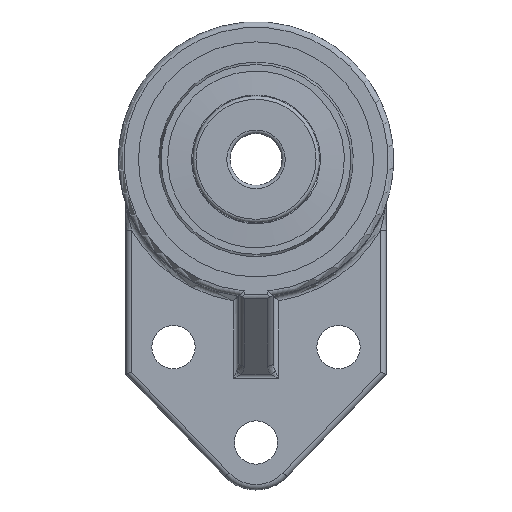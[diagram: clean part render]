
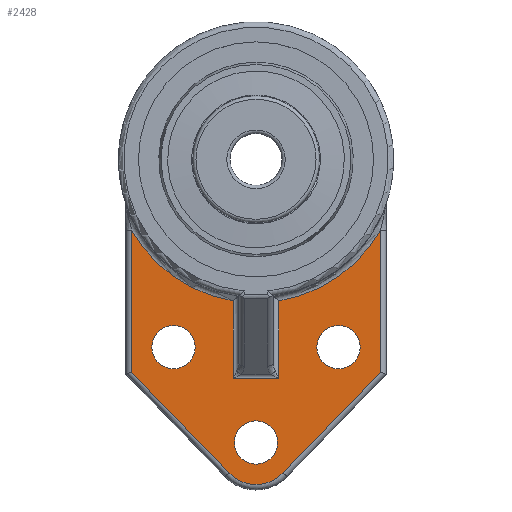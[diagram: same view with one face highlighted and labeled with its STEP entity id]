
A CAD part, top view. The second image highlights one B-rep face of the part: STEP entity #2428.
In plain terms, the highlighted planar face has unit normal (0, 0, 1).
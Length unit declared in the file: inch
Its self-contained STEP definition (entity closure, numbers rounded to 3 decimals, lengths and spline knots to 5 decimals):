
#103=VECTOR('',#2926,1.);
#104=VECTOR('',#2929,1.);
#105=VECTOR('',#2932,1.);
#106=VECTOR('',#2937,1.);
#108=VECTOR('',#2945,1.);
#111=VECTOR('',#2954,1.);
#112=VECTOR('',#2964,1.);
#179=LINE('',#4259,#103);
#180=LINE('',#4261,#104);
#181=LINE('',#4293,#105);
#182=LINE('',#4298,#106);
#184=LINE('',#4484,#108);
#187=LINE('',#4494,#111);
#188=LINE('',#4679,#112);
#1107=PLANE('',#2604);
#1196=VERTEX_POINT('',#3932);
#1199=VERTEX_POINT('',#4197);
#1208=VERTEX_POINT('',#4262);
#1209=VERTEX_POINT('',#4292);
#1211=VERTEX_POINT('',#4297);
#1212=VERTEX_POINT('',#4299);
#1215=VERTEX_POINT('',#4483);
#1216=VERTEX_POINT('',#4485);
#1218=VERTEX_POINT('',#4491);
#1221=VERTEX_POINT('',#4675);
#1223=VERTEX_POINT('',#4689);
#1224=VERTEX_POINT('',#4691);
#1225=VERTEX_POINT('',#4693);
#1320=CIRCLE('',#2598,0.3437);
#1322=CIRCLE('',#2603,1.3);
#1323=CIRCLE('',#2605,0.19685);
#1324=CIRCLE('',#2606,0.19685);
#1325=CIRCLE('',#2607,0.19685);
#1326=CIRCLE('',#2608,1.3);
#1469=EDGE_CURVE('',#1196,#1199,#179,.T.);
#1470=EDGE_CURVE('',#1199,#1208,#180,.T.);
#1473=EDGE_CURVE('',#1209,#1196,#181,.T.);
#1475=EDGE_CURVE('',#1211,#1212,#182,.T.);
#1481=EDGE_CURVE('',#1215,#1216,#184,.T.);
#1486=EDGE_CURVE('',#1216,#1218,#187,.T.);
#1490=EDGE_CURVE('',#1221,#1215,#1320,.T.);
#1492=EDGE_CURVE('',#1212,#1221,#188,.T.);
#1496=EDGE_CURVE('',#1208,#1211,#1322,.T.);
#1497=EDGE_CURVE('',#1223,#1223,#1323,.T.);
#1498=EDGE_CURVE('',#1224,#1224,#1324,.T.);
#1499=EDGE_CURVE('',#1225,#1225,#1325,.T.);
#1500=EDGE_CURVE('',#1218,#1209,#1326,.T.);
#1825=ORIENTED_EDGE('',*,*,#1497,.T.);
#1826=ORIENTED_EDGE('',*,*,#1498,.T.);
#1827=ORIENTED_EDGE('',*,*,#1499,.T.);
#1828=ORIENTED_EDGE('',*,*,#1470,.F.);
#1829=ORIENTED_EDGE('',*,*,#1469,.F.);
#1830=ORIENTED_EDGE('',*,*,#1473,.F.);
#1831=ORIENTED_EDGE('',*,*,#1500,.F.);
#1832=ORIENTED_EDGE('',*,*,#1486,.F.);
#1833=ORIENTED_EDGE('',*,*,#1481,.F.);
#1834=ORIENTED_EDGE('',*,*,#1490,.F.);
#1835=ORIENTED_EDGE('',*,*,#1492,.F.);
#1836=ORIENTED_EDGE('',*,*,#1475,.F.);
#1837=ORIENTED_EDGE('',*,*,#1496,.F.);
#2131=EDGE_LOOP('',(#1825));
#2132=EDGE_LOOP('',(#1826));
#2133=EDGE_LOOP('',(#1827));
#2134=EDGE_LOOP('',(#1828,#1829,#1830,#1831,#1832,#1833,#1834,#1835,#1836,
#1837));
#2297=FACE_BOUND('',#2131,.T.);
#2298=FACE_BOUND('',#2132,.T.);
#2299=FACE_BOUND('',#2133,.T.);
#2300=FACE_BOUND('',#2134,.T.);
#2428=ADVANCED_FACE('',(#2297,#2298,#2299,#2300),#1107,.T.);
#2598=AXIS2_PLACEMENT_3D('',#4676,#2958,#2959);
#2603=AXIS2_PLACEMENT_3D('',#4686,#2970,#2971);
#2604=AXIS2_PLACEMENT_3D('',#4687,#2972,$);
#2605=AXIS2_PLACEMENT_3D('',#4688,#2973,#2974);
#2606=AXIS2_PLACEMENT_3D('',#4690,#2975,#2976);
#2607=AXIS2_PLACEMENT_3D('',#4692,#2977,#2978);
#2608=AXIS2_PLACEMENT_3D('',#4694,#2979,#2980);
#2926=DIRECTION('',(1.,0.,0.));
#2929=DIRECTION('',(0.,1.,0.));
#2932=DIRECTION('',(0.,-1.,0.));
#2937=DIRECTION('',(0.,-1.,0.));
#2945=DIRECTION('',(-0.695,0.719,0.));
#2954=DIRECTION('',(0.,1.,0.));
#2958=DIRECTION('',(0.,0.,-1.));
#2959=DIRECTION('',(0.,-0.344,0.));
#2964=DIRECTION('',(-0.695,-0.719,0.));
#2970=DIRECTION('',(0.,0.,1.));
#2971=DIRECTION('',(0.819,-1.009,0.));
#2972=DIRECTION('',(0.,0.,1.));
#2973=DIRECTION('',(0.,0.,-1.));
#2974=DIRECTION('',(0.197,0.,0.));
#2975=DIRECTION('',(0.,0.,-1.));
#2976=DIRECTION('',(0.197,0.,0.));
#2977=DIRECTION('',(0.,0.,-1.));
#2978=DIRECTION('',(0.197,0.,0.));
#2979=DIRECTION('',(0.,0.,1.));
#2980=DIRECTION('',(-0.819,-1.009,0.));
#3932=CARTESIAN_POINT('',(-0.20748,-1.98852,0.31496));
#4197=CARTESIAN_POINT('',(0.20748,-1.98852,0.31496));
#4259=CARTESIAN_POINT('',(-0.07874,-1.98852,0.31496));
#4261=CARTESIAN_POINT('',(0.20748,-1.1458,0.31496));
#4262=CARTESIAN_POINT('',(0.20748,-1.28334,0.31496));
#4292=CARTESIAN_POINT('',(-0.20748,-1.28334,0.31496));
#4293=CARTESIAN_POINT('',(-0.20748,-1.1458,0.31496));
#4297=CARTESIAN_POINT('',(1.1311,-0.64079,0.31496));
#4298=CARTESIAN_POINT('',(1.1311,-1.00982,0.31496));
#4299=CARTESIAN_POINT('',(1.1311,-1.93175,0.31496));
#4483=CARTESIAN_POINT('',(-0.24724,-2.84702,0.31496));
#4484=CARTESIAN_POINT('',(-0.91375,-2.15683,0.31496));
#4485=CARTESIAN_POINT('',(-1.1311,-1.93175,0.31496));
#4491=CARTESIAN_POINT('',(-1.1311,-0.64079,0.31496));
#4494=CARTESIAN_POINT('',(-1.1311,-1.00982,0.31496));
#4675=CARTESIAN_POINT('',(0.24724,-2.84702,0.31496));
#4676=CARTESIAN_POINT('',(0.,-2.60827,0.31496));
#4679=CARTESIAN_POINT('',(0.91375,-2.15683,0.31496));
#4686=CARTESIAN_POINT('',(0.,0.,0.31496));
#4687=CARTESIAN_POINT('',(0.,-0.83904,0.31496));
#4688=CARTESIAN_POINT('',(0.75,-1.70472,0.31496));
#4689=CARTESIAN_POINT('',(0.55315,-1.70472,0.31496));
#4690=CARTESIAN_POINT('',(0.,-2.57087,0.31496));
#4691=CARTESIAN_POINT('',(-0.19685,-2.57087,0.31496));
#4692=CARTESIAN_POINT('',(-0.75,-1.70472,0.31496));
#4693=CARTESIAN_POINT('',(-0.94685,-1.70472,0.31496));
#4694=CARTESIAN_POINT('',(0.,0.,0.31496));
